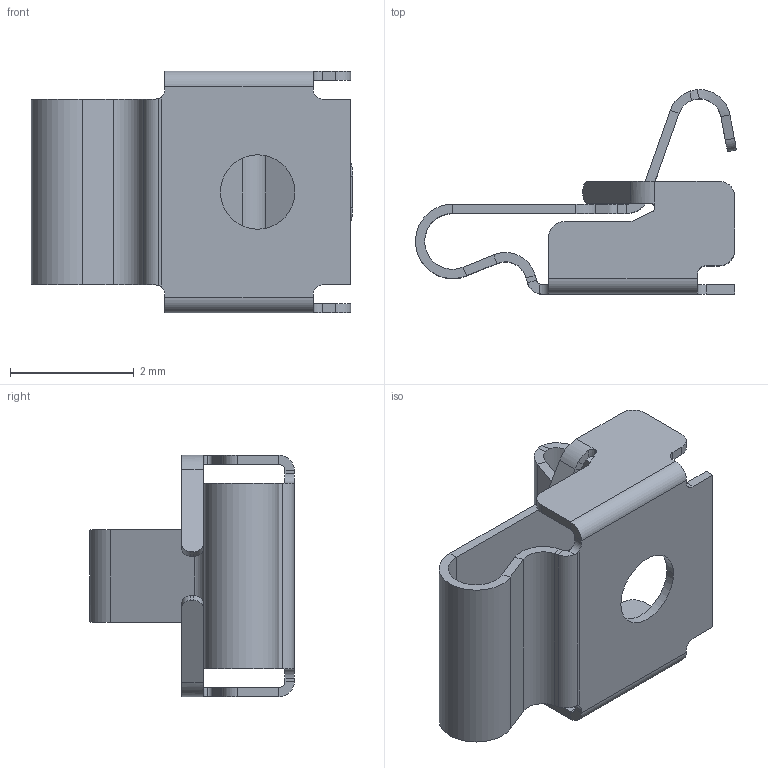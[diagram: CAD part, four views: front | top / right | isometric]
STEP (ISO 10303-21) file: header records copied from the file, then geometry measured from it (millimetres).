
FILE_DESCRIPTION((''),'2;1');
FILE_NAME('SHELL091901','2012-11-23T',('lenovo'),(''),'PRO/ENGINEER BY PARAMETRIC TECHNOLOGY CORPORATION, 2008380','PRO/ENGINEER BY PARAMETRIC TECHNOLOGY CORPORATION, 2008380','');
FILE_SCHEMA(('CONFIG_CONTROL_DESIGN'));
Length unit declared in the file: millimetre
Products named in the file (1): SHELL091901
Bounding box: 5.18 x 3.3 x 3.9 mm (x, y, z)
Volume: 6.2 mm3; surface area: 90.9 mm2
Topology: 1 solids, 1 shells, 136 faces, 346 edges, 212 vertices
Faces by surface type: plane 82, cylinder 48, bspline 6
Entity records: 4608 total; most frequent: CARTESIAN_POINT 1274, ORIENTED_EDGE 692, DIRECTION 690, EDGE_CURVE 346, AXIS2_PLACEMENT_3D 234, VECTOR 222, LINE 222, VERTEX_POINT 212
